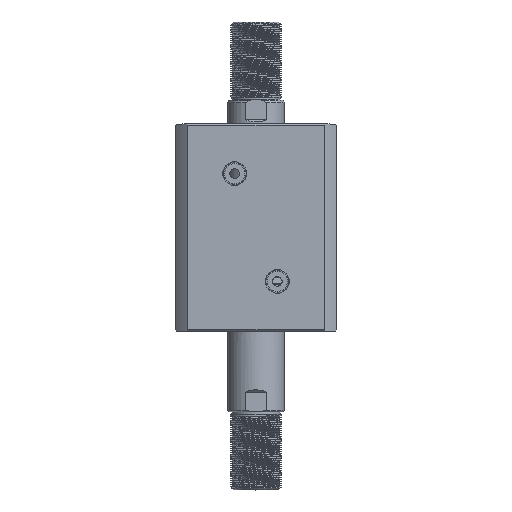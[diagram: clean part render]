
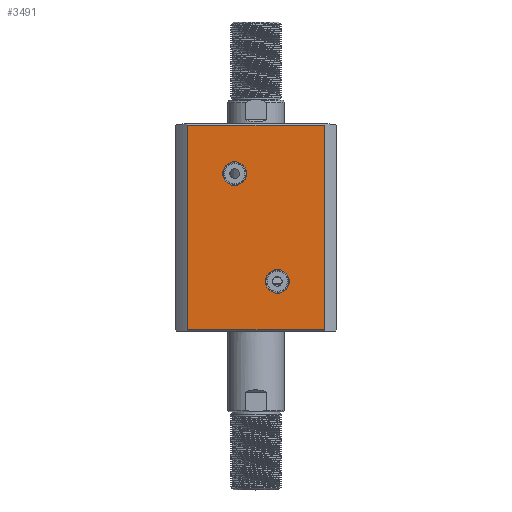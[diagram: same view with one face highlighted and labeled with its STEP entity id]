
A CAD part, top view. The second image highlights one B-rep face of the part: STEP entity #3491.
In plain terms, the highlighted face is planar.
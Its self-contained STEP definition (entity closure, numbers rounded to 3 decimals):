
#603 = CARTESIAN_POINT ( 'NONE',  ( 47.971, 57., 145. ) ) ;
#720 = CARTESIAN_POINT ( 'NONE',  ( 15., 57., 111. ) ) ;
#1150 = VERTEX_POINT ( 'NONE', #22757 ) ;
#1576 = CARTESIAN_POINT ( 'NONE',  ( -15., 57., 43.428 ) ) ;
#2307 = CARTESIAN_POINT ( 'NONE',  ( 15., 57., 111. ) ) ;
#2754 = DIRECTION ( 'NONE',  ( 0., 0., 1. ) ) ;
#2952 = AXIS2_PLACEMENT_3D ( 'NONE', #720, #14825, #2754 ) ;
#3491 = ADVANCED_FACE ( 'NONE', ( #16616, #10631, #21335 ), #13095, .F. ) ;
#3657 = DIRECTION ( 'NONE',  ( 1., 0., 0. ) ) ;
#3791 = CARTESIAN_POINT ( 'NONE',  ( -15., 57., 35. ) ) ;
#3804 = EDGE_CURVE ( 'NONE', #4453, #1150, #22901, .T. ) ;
#4197 = VERTEX_POINT ( 'NONE', #22079 ) ;
#4348 = DIRECTION ( 'NONE',  ( 0., 0., 1. ) ) ;
#4453 = VERTEX_POINT ( 'NONE', #4977 ) ;
#4539 = VERTEX_POINT ( 'NONE', #21178 ) ;
#4799 = ORIENTED_EDGE ( 'NONE', *, *, #7168, .F. ) ;
#4977 = CARTESIAN_POINT ( 'NONE',  ( 15., 57., 102.572 ) ) ;
#5288 = CARTESIAN_POINT ( 'NONE',  ( -57., 57., 1. ) ) ;
#5663 = EDGE_CURVE ( 'NONE', #1150, #4453, #19065, .T. ) ;
#5833 = DIRECTION ( 'NONE',  ( 0., 0., 1. ) ) ;
#5937 = ORIENTED_EDGE ( 'NONE', *, *, #26174, .T. ) ;
#6019 = CIRCLE ( 'NONE', #14135, 8.428 ) ;
#6331 = CARTESIAN_POINT ( 'NONE',  ( -15., 57., 35. ) ) ;
#7168 = EDGE_CURVE ( 'NONE', #14009, #11815, #6019, .T. ) ;
#7177 = CARTESIAN_POINT ( 'NONE',  ( -47.971, 57., 300. ) ) ;
#7236 = VECTOR ( 'NONE', #3657, 1000. ) ;
#7568 = CARTESIAN_POINT ( 'NONE',  ( 47.971, 57., 300. ) ) ;
#7942 = ORIENTED_EDGE ( 'NONE', *, *, #3804, .F. ) ;
#8030 = EDGE_LOOP ( 'NONE', ( #4799, #10853 ) ) ;
#8374 = DIRECTION ( 'NONE',  ( 0., 0., 1. ) ) ;
#8694 = CARTESIAN_POINT ( 'NONE',  ( -47.971, 57., 145. ) ) ;
#9075 = VERTEX_POINT ( 'NONE', #603 ) ;
#10631 = FACE_BOUND ( 'NONE', #15814, .T. ) ;
#10808 = ORIENTED_EDGE ( 'NONE', *, *, #23602, .F. ) ;
#10853 = ORIENTED_EDGE ( 'NONE', *, *, #20641, .F. ) ;
#11327 = CARTESIAN_POINT ( 'NONE',  ( -57., 57., 146. ) ) ;
#11788 = VERTEX_POINT ( 'NONE', #8694 ) ;
#11815 = VERTEX_POINT ( 'NONE', #25005 ) ;
#11851 = AXIS2_PLACEMENT_3D ( 'NONE', #3791, #17892, #5833 ) ;
#11895 = EDGE_LOOP ( 'NONE', ( #10808, #5937, #23326, #25906 ) ) ;
#11999 = LINE ( 'NONE', #5288, #16714 ) ;
#12602 = LINE ( 'NONE', #15743, #7236 ) ;
#13095 = PLANE ( 'NONE',  #19995 ) ;
#13358 = DIRECTION ( 'NONE',  ( 0., 0., -1. ) ) ;
#13583 = CIRCLE ( 'NONE', #11851, 8.428 ) ;
#14009 = VERTEX_POINT ( 'NONE', #1576 ) ;
#14135 = AXIS2_PLACEMENT_3D ( 'NONE', #6331, #20438, #8374 ) ;
#14825 = DIRECTION ( 'NONE',  ( 0., 1., 0. ) ) ;
#15743 = CARTESIAN_POINT ( 'NONE',  ( 57., 57., 145. ) ) ;
#15814 = EDGE_LOOP ( 'NONE', ( #22536, #7942 ) ) ;
#16413 = DIRECTION ( 'NONE',  ( 0., 1., 0. ) ) ;
#16616 = FACE_BOUND ( 'NONE', #8030, .T. ) ;
#16714 = VECTOR ( 'NONE', #21402, 1000. ) ;
#17495 = EDGE_CURVE ( 'NONE', #4539, #9075, #23707, .T. ) ;
#17892 = DIRECTION ( 'NONE',  ( 0., 1., 0. ) ) ;
#19065 = CIRCLE ( 'NONE', #2952, 8.428 ) ;
#19995 = AXIS2_PLACEMENT_3D ( 'NONE', #11327, #25445, #13358 ) ;
#20438 = DIRECTION ( 'NONE',  ( 0., 1., 0. ) ) ;
#20641 = EDGE_CURVE ( 'NONE', #11815, #14009, #13583, .T. ) ;
#21178 = CARTESIAN_POINT ( 'NONE',  ( 47.971, 57., 1. ) ) ;
#21335 = FACE_OUTER_BOUND ( 'NONE', #11895, .T. ) ;
#21346 = DIRECTION ( 'NONE',  ( 0., 0., -1. ) ) ;
#21402 = DIRECTION ( 'NONE',  ( -1., 0., 0. ) ) ;
#22079 = CARTESIAN_POINT ( 'NONE',  ( -47.971, 57., 1. ) ) ;
#22124 = VECTOR ( 'NONE', #21346, 1000. ) ;
#22536 = ORIENTED_EDGE ( 'NONE', *, *, #5663, .F. ) ;
#22750 = LINE ( 'NONE', #7177, #22124 ) ;
#22757 = CARTESIAN_POINT ( 'NONE',  ( 15., 57., 119.428 ) ) ;
#22901 = CIRCLE ( 'NONE', #24890, 8.428 ) ;
#23051 = VECTOR ( 'NONE', #23594, 1000. ) ;
#23326 = ORIENTED_EDGE ( 'NONE', *, *, #17495, .F. ) ;
#23594 = DIRECTION ( 'NONE',  ( 0., 0., 1. ) ) ;
#23602 = EDGE_CURVE ( 'NONE', #11788, #4197, #22750, .T. ) ;
#23707 = LINE ( 'NONE', #7568, #23051 ) ;
#24890 = AXIS2_PLACEMENT_3D ( 'NONE', #2307, #16413, #4348 ) ;
#25005 = CARTESIAN_POINT ( 'NONE',  ( -15., 57., 26.572 ) ) ;
#25445 = DIRECTION ( 'NONE',  ( 0., -1., 0. ) ) ;
#25469 = EDGE_CURVE ( 'NONE', #4539, #4197, #11999, .T. ) ;
#25906 = ORIENTED_EDGE ( 'NONE', *, *, #25469, .T. ) ;
#26174 = EDGE_CURVE ( 'NONE', #11788, #9075, #12602, .T. ) ;
